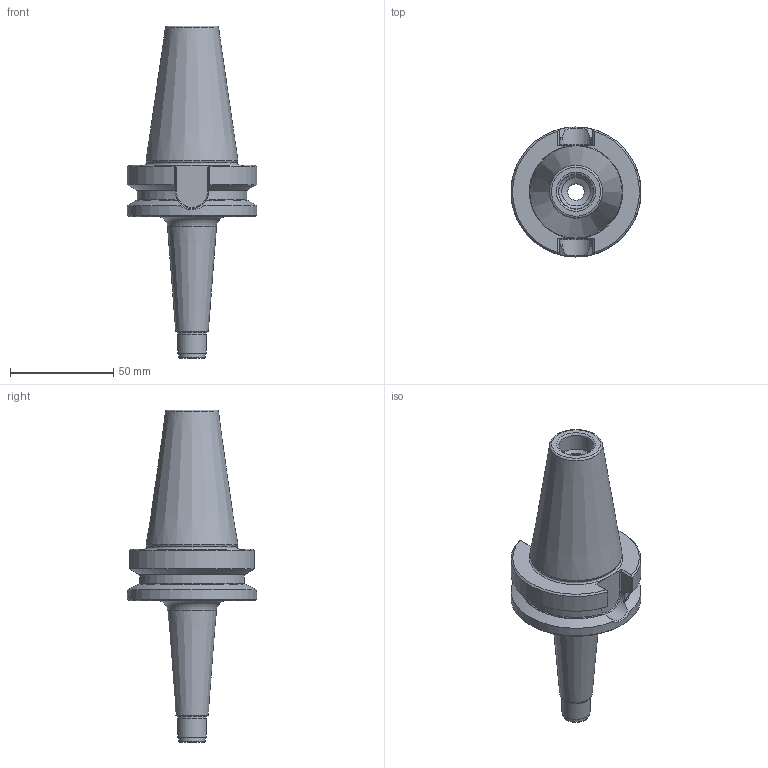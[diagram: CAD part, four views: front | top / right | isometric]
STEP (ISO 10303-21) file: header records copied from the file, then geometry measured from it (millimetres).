
FILE_DESCRIPTION(/* description */ (''),/* implementation_level */ '2;1');
FILE_NAME(/* name */ '514011150.stp',/* time_stamp */ '2021-06-01T08:27:28',/* author */ ('LRA'),/* organization */ ('REGO-FIX'),/* preprocessor_version */ ' Unknown',/* originating_system */ 'SIEMENS PLM Software Solid Edge ST10',/* authorization */ 'Unknown');
FILE_SCHEMA (('AUTOMOTIVE_DESIGN { 1 0 10303 214 2 1 1}'));
Length unit declared in the file: millimetre
Products named in the file (1): NOCUT
Bounding box: 63 x 63 x 160.9 mm (x, y, z)
Volume: 137623 mm3; surface area: 27605.2 mm2
Topology: 1 solids, 1 shells, 85 faces, 214 edges, 134 vertices
Faces by surface type: plane 37, cylinder 18, cone 14, torus 14, bspline 2
Full cylindrical faces by diameter (mm): 8 x1, 12.7 x1, 13.835 x2, 14 x2, 17 x1, 63 x1
Entity records: 3118 total; most frequent: CARTESIAN_POINT 619, DIRECTION 386, ORIENTED_EDGE 368, EDGE_CURVE 184, AXIS2_PLACEMENT_3D 161, VERTEX_POINT 128, EDGE_LOOP 114, FACE_BOUND 114
